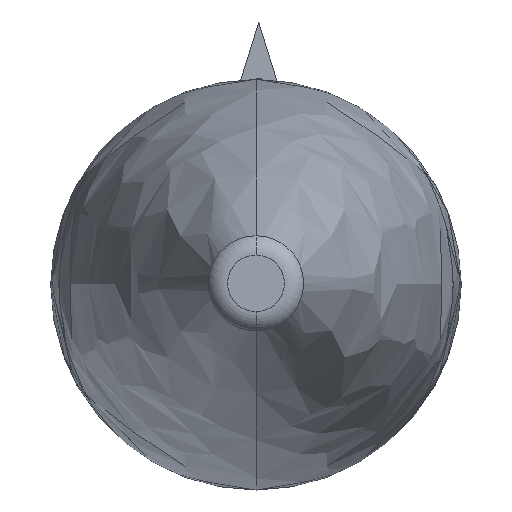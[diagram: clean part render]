
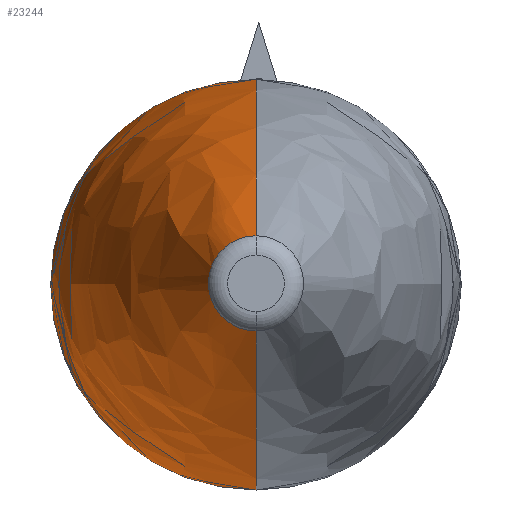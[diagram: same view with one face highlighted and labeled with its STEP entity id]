
A CAD part, top view. The second image highlights one B-rep face of the part: STEP entity #23244.
In plain terms, the highlighted free-form (B-spline) face has degree [2, 3] with [3, 4] control points.
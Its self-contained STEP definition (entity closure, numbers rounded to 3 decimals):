
#161 = EDGE_CURVE ( 'NONE', #14684, #22655, #3544, .T. ) ;
#717 = CARTESIAN_POINT ( 'NONE',  ( 0., -21.775, 91.024 ) ) ;
#1053 = CARTESIAN_POINT ( 'NONE',  ( 0., 17.544, 91.024 ) ) ;
#1548 = CARTESIAN_POINT ( 'NONE',  ( 0., -6.674, 167.778 ) ) ;
#1587 = B_SPLINE_CURVE_WITH_KNOTS ( 'NONE', 2,
 ( #5038, #16565, #8915 ),
 .UNSPECIFIED., .F., .F.,
 ( 3, 3 ),
 ( 0.031, 0.984 ),
 .UNSPECIFIED. ) ;
#1737 = CARTESIAN_POINT ( 'NONE',  ( 0., -22.214, 130.978 ) ) ;
#1852 = CARTESIAN_POINT ( 'NONE',  ( 0., 2.443, 167.778 ) ) ;
#2627 = DIRECTION ( 'NONE',  ( 0., 0., 1. ) ) ;
#3381 = ORIENTED_EDGE ( 'NONE', *, *, #12148, .T. ) ;
#3544 = B_SPLINE_CURVE_WITH_KNOTS ( 'NONE', 2,
 ( #17386, #5198, #1852 ),
 .UNSPECIFIED., .F., .F.,
 ( 3, 3 ),
 ( 0.031, 0.984 ),
 .UNSPECIFIED. ) ;
#3672 = CARTESIAN_POINT ( 'NONE',  ( -40.197, 17.982, 130.978 ) ) ;
#3781 = DIRECTION ( 'NONE',  ( 0., 0., -1. ) ) ;
#4705 =( BOUNDED_SURFACE ( )  B_SPLINE_SURFACE ( 2, 3, ( 
 ( #11313, #13157, #24885, #13239 ),
 ( #1737, #15170, #3672, #17132 ),
 ( #5608, #19063, #7522, #21019 ) ),
 .UNSPECIFIED., .F., .F., .F. ) 
 B_SPLINE_SURFACE_WITH_KNOTS ( ( 3, 3 ),
 ( 4, 4 ),
 ( 0.031, 0.984 ),
 ( 0., 1. ),
 .UNSPECIFIED. ) 
 GEOMETRIC_REPRESENTATION_ITEM ( )  RATIONAL_B_SPLINE_SURFACE ( (
 ( 1., 0.333, 0.333, 1.),
 ( 1., 0.333, 0.333, 1.),
 ( 1., 0.333, 0.333, 1.) ) ) 
 REPRESENTATION_ITEM ( '' )  SURFACE ( )  );
#4975 = VERTEX_POINT ( 'NONE', #717 ) ;
#5038 = CARTESIAN_POINT ( 'NONE',  ( 0., -21.775, 91.024 ) ) ;
#5166 = AXIS2_PLACEMENT_3D ( 'NONE', #14113, #2627, #16072 ) ;
#5198 = CARTESIAN_POINT ( 'NONE',  ( 0., 17.982, 130.978 ) ) ;
#5416 = VERTEX_POINT ( 'NONE', #1548 ) ;
#5608 = CARTESIAN_POINT ( 'NONE',  ( 0., -6.674, 167.778 ) ) ;
#7522 = CARTESIAN_POINT ( 'NONE',  ( -9.117, 2.443, 167.778 ) ) ;
#7897 = ORIENTED_EDGE ( 'NONE', *, *, #21863, .T. ) ;
#8355 = CARTESIAN_POINT ( 'NONE',  ( 0., 2.443, 167.778 ) ) ;
#8915 = CARTESIAN_POINT ( 'NONE',  ( 0., -6.674, 167.778 ) ) ;
#11313 = CARTESIAN_POINT ( 'NONE',  ( 0., -21.775, 91.024 ) ) ;
#12148 = EDGE_CURVE ( 'NONE', #14684, #4975, #18056, .T. ) ;
#12628 = CIRCLE ( 'NONE', #21787, 4.558 ) ;
#13081 = EDGE_CURVE ( 'NONE', #5416, #22655, #12628, .T. ) ;
#13157 = CARTESIAN_POINT ( 'NONE',  ( -39.319, -21.775, 91.024 ) ) ;
#13239 = CARTESIAN_POINT ( 'NONE',  ( 0., 17.544, 91.024 ) ) ;
#14113 = CARTESIAN_POINT ( 'NONE',  ( 0., -2.116, 91.024 ) ) ;
#14684 = VERTEX_POINT ( 'NONE', #1053 ) ;
#15170 = CARTESIAN_POINT ( 'NONE',  ( -40.197, -22.214, 130.978 ) ) ;
#15270 = CARTESIAN_POINT ( 'NONE',  ( 0., -2.116, 167.778 ) ) ;
#16072 = DIRECTION ( 'NONE',  ( 0., 1., 0. ) ) ;
#16565 = CARTESIAN_POINT ( 'NONE',  ( 0., -22.214, 130.978 ) ) ;
#17132 = CARTESIAN_POINT ( 'NONE',  ( 0., 17.982, 130.978 ) ) ;
#17242 = DIRECTION ( 'NONE',  ( 0., 1., 0. ) ) ;
#17386 = CARTESIAN_POINT ( 'NONE',  ( 0., 17.544, 91.024 ) ) ;
#18056 = CIRCLE ( 'NONE', #5166, 19.659 ) ;
#18172 = ORIENTED_EDGE ( 'NONE', *, *, #161, .F. ) ;
#18852 = ORIENTED_EDGE ( 'NONE', *, *, #13081, .T. ) ;
#19063 = CARTESIAN_POINT ( 'NONE',  ( -9.117, -6.674, 167.778 ) ) ;
#20154 = EDGE_LOOP ( 'NONE', ( #3381, #7897, #18852, #18172 ) ) ;
#20842 = FACE_OUTER_BOUND ( 'NONE', #20154, .T. ) ;
#21019 = CARTESIAN_POINT ( 'NONE',  ( 0., 2.443, 167.778 ) ) ;
#21787 = AXIS2_PLACEMENT_3D ( 'NONE', #15270, #3781, #17242 ) ;
#21863 = EDGE_CURVE ( 'NONE', #4975, #5416, #1587, .T. ) ;
#22655 = VERTEX_POINT ( 'NONE', #8355 ) ;
#23244 = ADVANCED_FACE ( 'NONE', ( #20842 ), #4705, .T. ) ;
#24885 = CARTESIAN_POINT ( 'NONE',  ( -39.319, 17.544, 91.024 ) ) ;
